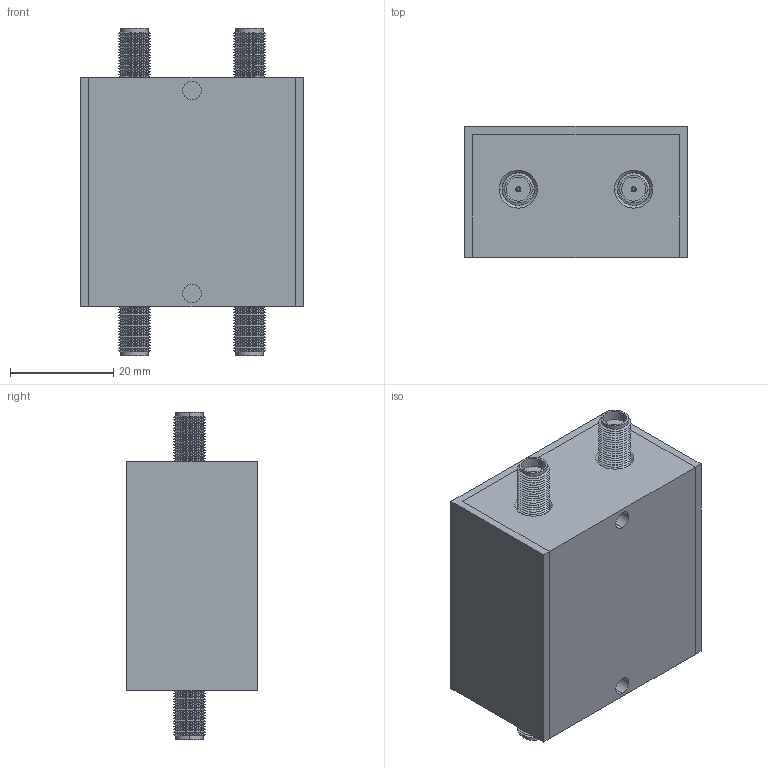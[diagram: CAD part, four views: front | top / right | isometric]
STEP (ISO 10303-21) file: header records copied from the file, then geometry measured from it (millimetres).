
FILE_DESCRIPTION (( 'STEP AP214' ), '1' );
FILE_NAME ('HS 501C_A.STEP', '2022-08-02T17:39:15', ( '' ), ( '' ), 'SwSTEP 2.0', 'SolidWorks 2021', '' );
FILE_SCHEMA (( 'AUTOMOTIVE_DESIGN' ));
Length unit declared in the file: inch
Products named in the file (1): HS 501C_A
Bounding box: 43.18 x 25.4 x 63.5 mm (x, y, z)
Volume: 33847.7 mm3; surface area: 19164.9 mm2
Topology: 6 solids, 6 shells, 1264 faces, 3053 edges, 1854 vertices
Faces by surface type: cylinder 631, cone 368, plane 224, bspline 41
Entity records: 48118 total; most frequent: CARTESIAN_POINT 8829, DIRECTION 6873, ORIENTED_EDGE 6106, EDGE_CURVE 3053, AXIS2_PLACEMENT_3D 2678, VERTEX_POINT 1854, VECTOR 1517, LINE 1517
